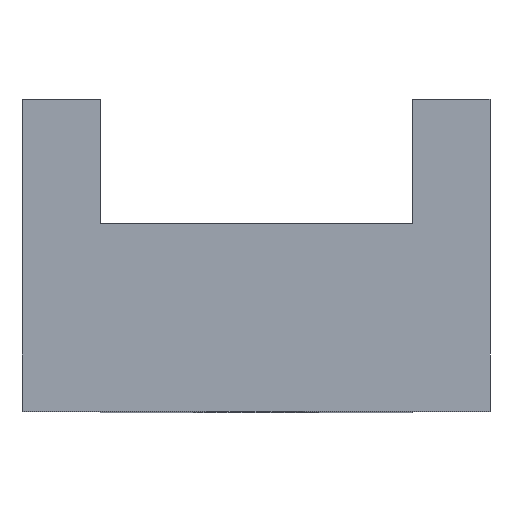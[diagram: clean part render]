
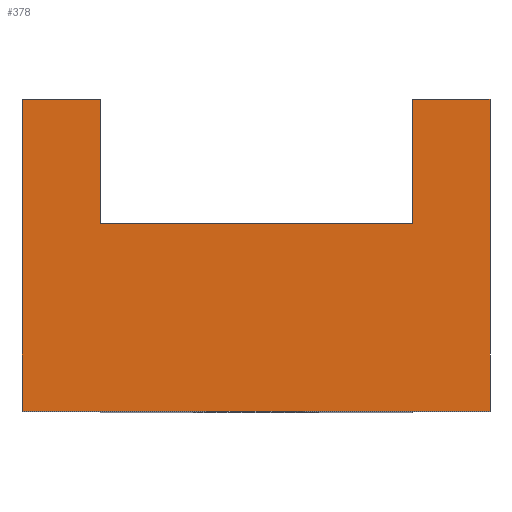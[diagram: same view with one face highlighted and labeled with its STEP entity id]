
A CAD part, top view. The second image highlights one B-rep face of the part: STEP entity #378.
In plain terms, the highlighted planar face has unit normal (0, 0, 1).
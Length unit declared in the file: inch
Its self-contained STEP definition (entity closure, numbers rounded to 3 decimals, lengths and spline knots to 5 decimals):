
#43=FACE_OUTER_BOUND('',#64,.T.);
#64=EDGE_LOOP('',(#318,#319,#320,#321,#322,#323,#324,#325));
#71=LINE('',#524,#116);
#77=LINE('',#536,#122);
#79=LINE('',#539,#124);
#83=LINE('',#548,#128);
#85=LINE('',#554,#130);
#89=LINE('',#560,#134);
#100=LINE('',#585,#145);
#111=LINE('',#615,#156);
#116=VECTOR('',#426,0.3937);
#122=VECTOR('',#434,0.3937);
#124=VECTOR('',#438,0.3937);
#128=VECTOR('',#444,0.3937);
#130=VECTOR('',#448,0.3937);
#134=VECTOR('',#454,0.3937);
#145=VECTOR('',#477,0.3937);
#156=VECTOR('',#508,0.3937);
#160=VERTEX_POINT('',#520);
#162=VERTEX_POINT('',#523);
#164=VERTEX_POINT('',#529);
#167=VERTEX_POINT('',#534);
#169=VERTEX_POINT('',#542);
#171=VERTEX_POINT('',#546);
#173=VERTEX_POINT('',#551);
#174=VERTEX_POINT('',#553);
#195=EDGE_CURVE('',#160,#162,#71,.T.);
#201=EDGE_CURVE('',#164,#167,#77,.T.);
#203=EDGE_CURVE('',#162,#167,#79,.T.);
#207=EDGE_CURVE('',#169,#171,#83,.T.);
#209=EDGE_CURVE('',#173,#174,#85,.T.);
#213=EDGE_CURVE('',#174,#171,#89,.T.);
#226=EDGE_CURVE('',#169,#160,#100,.T.);
#241=EDGE_CURVE('',#173,#164,#111,.T.);
#318=ORIENTED_EDGE('',*,*,#241,.T.);
#319=ORIENTED_EDGE('',*,*,#201,.T.);
#320=ORIENTED_EDGE('',*,*,#203,.F.);
#321=ORIENTED_EDGE('',*,*,#195,.F.);
#322=ORIENTED_EDGE('',*,*,#226,.F.);
#323=ORIENTED_EDGE('',*,*,#207,.T.);
#324=ORIENTED_EDGE('',*,*,#213,.F.);
#325=ORIENTED_EDGE('',*,*,#209,.F.);
#359=PLANE('',#417);
#378=ADVANCED_FACE('',(#43),#359,.T.);
#417=AXIS2_PLACEMENT_3D('',#614,#506,#507);
#426=DIRECTION('',(0.,1.,0.));
#434=DIRECTION('',(0.,1.,0.));
#438=DIRECTION('',(1.,0.,0.));
#444=DIRECTION('',(0.,1.,0.));
#448=DIRECTION('',(0.,1.,0.));
#454=DIRECTION('',(1.,0.,0.));
#477=DIRECTION('',(1.,0.,0.));
#506=DIRECTION('center_axis',(0.,0.,1.));
#507=DIRECTION('ref_axis',(1.,0.,0.));
#508=DIRECTION('',(1.,0.,0.));
#520=CARTESIAN_POINT('',(0.25,0.3,0.31496));
#523=CARTESIAN_POINT('',(0.25,0.5,0.31496));
#524=CARTESIAN_POINT('',(0.25,0.,0.31496));
#529=CARTESIAN_POINT('',(0.375,0.,0.31496));
#534=CARTESIAN_POINT('',(0.375,0.5,0.31496));
#536=CARTESIAN_POINT('',(0.375,0.,0.31496));
#539=CARTESIAN_POINT('',(-0.375,0.5,0.31496));
#542=CARTESIAN_POINT('',(-0.25,0.3,0.31496));
#546=CARTESIAN_POINT('',(-0.25,0.5,0.31496));
#548=CARTESIAN_POINT('',(-0.25,0.,0.31496));
#551=CARTESIAN_POINT('',(-0.375,0.,0.31496));
#553=CARTESIAN_POINT('',(-0.375,0.5,0.31496));
#554=CARTESIAN_POINT('',(-0.375,0.,0.31496));
#560=CARTESIAN_POINT('',(-0.375,0.5,0.31496));
#585=CARTESIAN_POINT('',(-0.375,0.3,0.31496));
#614=CARTESIAN_POINT('Origin',(-0.25,0.,0.31496));
#615=CARTESIAN_POINT('',(-0.375,0.,0.31496));
